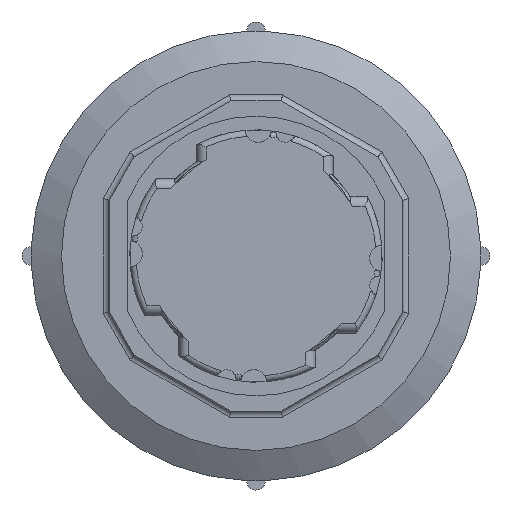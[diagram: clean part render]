
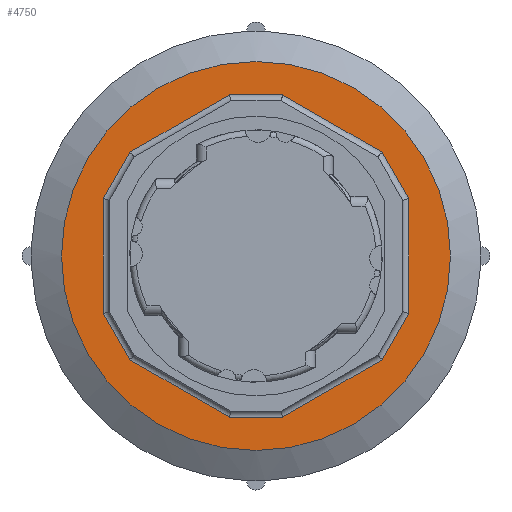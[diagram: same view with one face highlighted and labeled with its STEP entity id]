
A CAD part, front view. The second image highlights one B-rep face of the part: STEP entity #4750.
In plain terms, the highlighted planar face has unit normal (0, -1, 0).
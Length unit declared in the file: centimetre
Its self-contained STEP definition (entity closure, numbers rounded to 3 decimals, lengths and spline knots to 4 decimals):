
#201=FACE_BOUND('',#966,.T.);
#427=CIRCLE('',#5202,1.6);
#671=FACE_OUTER_BOUND('',#965,.T.);
#965=EDGE_LOOP('',(#3960));
#966=EDGE_LOOP('',(#3961,#3962,#3963,#3964,#3965,#3966,#3967,#3968,#3969,
#3970,#3971,#3972));
#1394=LINE('',#8463,#1746);
#1395=LINE('',#8465,#1747);
#1396=LINE('',#8467,#1748);
#1397=LINE('',#8469,#1749);
#1398=LINE('',#8471,#1750);
#1399=LINE('',#8473,#1751);
#1400=LINE('',#8475,#1752);
#1401=LINE('',#8477,#1753);
#1402=LINE('',#8479,#1754);
#1403=LINE('',#8481,#1755);
#1404=LINE('',#8483,#1756);
#1405=LINE('',#8484,#1757);
#1746=VECTOR('',#6499,0.4401);
#1747=VECTOR('',#6500,0.9439);
#1748=VECTOR('',#6501,0.4401);
#1749=VECTOR('',#6502,0.9439);
#1750=VECTOR('',#6503,0.4401);
#1751=VECTOR('',#6504,0.9439);
#1752=VECTOR('',#6505,0.4401);
#1753=VECTOR('',#6506,0.9439);
#1754=VECTOR('',#6507,0.4401);
#1755=VECTOR('',#6508,0.9439);
#1756=VECTOR('',#6509,0.4401);
#1757=VECTOR('',#6510,0.9439);
#2197=VERTEX_POINT('',#8339);
#2236=VERTEX_POINT('',#8461);
#2237=VERTEX_POINT('',#8462);
#2238=VERTEX_POINT('',#8464);
#2239=VERTEX_POINT('',#8466);
#2240=VERTEX_POINT('',#8468);
#2241=VERTEX_POINT('',#8470);
#2242=VERTEX_POINT('',#8472);
#2243=VERTEX_POINT('',#8474);
#2244=VERTEX_POINT('',#8476);
#2245=VERTEX_POINT('',#8478);
#2246=VERTEX_POINT('',#8480);
#2247=VERTEX_POINT('',#8482);
#2823=EDGE_CURVE('',#2197,#2197,#427,.T.);
#2879=EDGE_CURVE('',#2236,#2237,#1394,.T.);
#2880=EDGE_CURVE('',#2238,#2236,#1395,.T.);
#2881=EDGE_CURVE('',#2239,#2238,#1396,.T.);
#2882=EDGE_CURVE('',#2240,#2239,#1397,.T.);
#2883=EDGE_CURVE('',#2241,#2240,#1398,.T.);
#2884=EDGE_CURVE('',#2242,#2241,#1399,.T.);
#2885=EDGE_CURVE('',#2243,#2242,#1400,.T.);
#2886=EDGE_CURVE('',#2244,#2243,#1401,.T.);
#2887=EDGE_CURVE('',#2245,#2244,#1402,.T.);
#2888=EDGE_CURVE('',#2246,#2245,#1403,.T.);
#2889=EDGE_CURVE('',#2247,#2246,#1404,.T.);
#2890=EDGE_CURVE('',#2237,#2247,#1405,.T.);
#3960=ORIENTED_EDGE('',*,*,#2823,.T.);
#3961=ORIENTED_EDGE('',*,*,#2879,.F.);
#3962=ORIENTED_EDGE('',*,*,#2880,.F.);
#3963=ORIENTED_EDGE('',*,*,#2881,.F.);
#3964=ORIENTED_EDGE('',*,*,#2882,.F.);
#3965=ORIENTED_EDGE('',*,*,#2883,.F.);
#3966=ORIENTED_EDGE('',*,*,#2884,.F.);
#3967=ORIENTED_EDGE('',*,*,#2885,.F.);
#3968=ORIENTED_EDGE('',*,*,#2886,.F.);
#3969=ORIENTED_EDGE('',*,*,#2887,.F.);
#3970=ORIENTED_EDGE('',*,*,#2888,.F.);
#3971=ORIENTED_EDGE('',*,*,#2889,.F.);
#3972=ORIENTED_EDGE('',*,*,#2890,.F.);
#4526=PLANE('',#5257);
#4750=ADVANCED_FACE('',(#671,#201),#4526,.T.);
#5202=AXIS2_PLACEMENT_3D('',#8340,#6360,#6361);
#5257=AXIS2_PLACEMENT_3D('',#8460,#6497,#6498);
#6360=DIRECTION('center_axis',(0.,-1.,0.));
#6361=DIRECTION('ref_axis',(1.,0.,0.));
#6497=DIRECTION('center_axis',(0.,-1.,0.));
#6498=DIRECTION('ref_axis',(0.,0.,
-1.));
#6499=DIRECTION('',(-1.,0.,0.));
#6500=DIRECTION('',(-0.866,0.,0.5));
#6501=DIRECTION('',(-0.5,0.,0.866));
#6502=DIRECTION('',(0.,0.,1.));
#6503=DIRECTION('',(0.5,0.,0.866));
#6504=DIRECTION('',(0.866,0.,0.5));
#6505=DIRECTION('',(1.,0.,0.));
#6506=DIRECTION('',(0.866,0.,-0.5));
#6507=DIRECTION('',(0.5,0.,-0.866));
#6508=DIRECTION('',(0.,0.,-1.));
#6509=DIRECTION('',(-0.5,0.,-0.866));
#6510=DIRECTION('',(-0.866,0.,-0.5));
#8339=CARTESIAN_POINT('',(-0.1199,-0.0055,-0.1724));
#8340=CARTESIAN_POINT('Origin',(-1.7199,-0.0055,
-0.1724));
#8460=CARTESIAN_POINT('Origin',(-0.225,-0.0055,
-0.1724));
#8461=CARTESIAN_POINT('',(-1.4998,-0.0055,1.1526));
#8462=CARTESIAN_POINT('',(-1.9399,-0.0055,1.1526));
#8463=CARTESIAN_POINT('',(-0.8691,-0.0055,1.1526));
#8464=CARTESIAN_POINT('',(-0.6824,-0.0055,0.6807));
#8465=CARTESIAN_POINT('',(-0.332,-0.0055,0.4784));
#8466=CARTESIAN_POINT('',(-0.4624,-0.0055,0.2996));
#8467=CARTESIAN_POINT('',(-0.3339,-0.0055,0.077));
#8468=CARTESIAN_POINT('',(-0.4624,-0.0055,-0.6443));
#8469=CARTESIAN_POINT('',(-0.4624,-0.0055,-0.4016));
#8470=CARTESIAN_POINT('',(-0.6824,-0.0055,-1.0254));
#8471=CARTESIAN_POINT('',(-0.4372,-0.0055,-0.6007));
#8472=CARTESIAN_POINT('',(-1.4998,-0.0055,-1.4974));
#8473=CARTESIAN_POINT('',(-0.7291,-0.0055,-1.0524));
#8474=CARTESIAN_POINT('',(-1.9399,-0.0055,-1.4974));
#8475=CARTESIAN_POINT('',(-1.0758,-0.0055,-1.4974));
#8476=CARTESIAN_POINT('',(-2.7573,-0.0055,-1.0254));
#8477=CARTESIAN_POINT('',(-1.9866,-0.0055,-1.4704));
#8478=CARTESIAN_POINT('',(-2.9774,-0.0055,-0.6443));
#8479=CARTESIAN_POINT('',(-2.7321,-0.0055,-1.069));
#8480=CARTESIAN_POINT('',(-2.9774,-0.0055,0.2996));
#8481=CARTESIAN_POINT('',(-2.9774,-0.0055,0.0569));
#8482=CARTESIAN_POINT('',(-2.7573,-0.0055,0.6807));
#8483=CARTESIAN_POINT('',(-2.6288,-0.0055,0.9033));
#8484=CARTESIAN_POINT('',(-1.5895,-0.0055,1.355));
